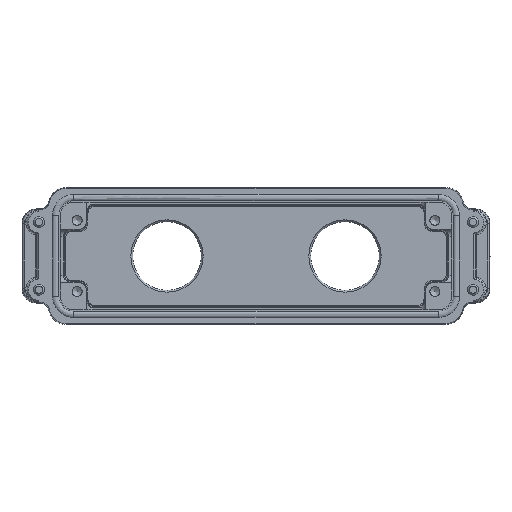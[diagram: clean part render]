
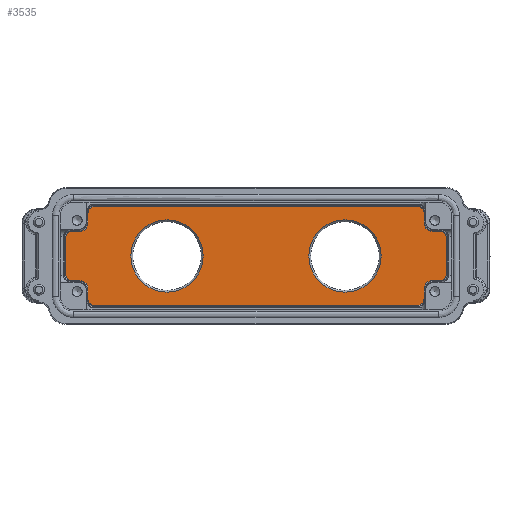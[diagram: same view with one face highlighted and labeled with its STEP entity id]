
A CAD part, top view. The second image highlights one B-rep face of the part: STEP entity #3535.
In plain terms, the highlighted planar face has unit normal (0, 0, 1).
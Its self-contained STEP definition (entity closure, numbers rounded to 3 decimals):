
#3535=ADVANCED_FACE('',(#4389,#4390,#4391),#3942,.F.);
#3942=PLANE('',#10796);
#4140=ELLIPSE('',#10784,4.603,4.6);
#4141=ELLIPSE('',#10785,3.402,3.4);
#4142=ELLIPSE('',#10786,3.402,3.4);
#4143=ELLIPSE('',#10787,4.603,4.6);
#4144=ELLIPSE('',#10788,3.402,3.4);
#4145=ELLIPSE('',#10789,3.402,3.4);
#4146=ELLIPSE('',#10790,4.603,4.6);
#4147=ELLIPSE('',#10791,3.402,3.4);
#4148=ELLIPSE('',#10792,3.402,3.4);
#4149=ELLIPSE('',#10793,4.603,4.6);
#4150=ELLIPSE('',#10794,3.402,3.4);
#4151=ELLIPSE('',#10795,3.402,3.4);
#4389=FACE_BOUND('',#4626,.T.);
#4390=FACE_BOUND('',#4627,.T.);
#4391=FACE_BOUND('',#4628,.T.);
#4626=EDGE_LOOP('',(#5566));
#4627=EDGE_LOOP('',(#5567));
#4628=EDGE_LOOP('',(#5568,#5569,#5570,#5571,#5572,#5573,#5574,#5575,#5576,
#5577,#5578,#5579,#5580,#5581,#5582,#5583,#5584,#5585,#5586,#5587,#5588,
#5589,#5590,#5591));
#5566=ORIENTED_EDGE('',*,*,#8191,.T.);
#5567=ORIENTED_EDGE('',*,*,#8192,.T.);
#5568=ORIENTED_EDGE('',*,*,#8193,.T.);
#5569=ORIENTED_EDGE('',*,*,#8194,.T.);
#5570=ORIENTED_EDGE('',*,*,#8195,.T.);
#5571=ORIENTED_EDGE('',*,*,#8196,.T.);
#5572=ORIENTED_EDGE('',*,*,#8197,.T.);
#5573=ORIENTED_EDGE('',*,*,#8198,.T.);
#5574=ORIENTED_EDGE('',*,*,#8199,.T.);
#5575=ORIENTED_EDGE('',*,*,#8200,.T.);
#5576=ORIENTED_EDGE('',*,*,#8201,.T.);
#5577=ORIENTED_EDGE('',*,*,#8202,.T.);
#5578=ORIENTED_EDGE('',*,*,#8203,.T.);
#5579=ORIENTED_EDGE('',*,*,#8204,.T.);
#5580=ORIENTED_EDGE('',*,*,#8205,.T.);
#5581=ORIENTED_EDGE('',*,*,#8206,.T.);
#5582=ORIENTED_EDGE('',*,*,#8207,.T.);
#5583=ORIENTED_EDGE('',*,*,#8208,.T.);
#5584=ORIENTED_EDGE('',*,*,#8209,.T.);
#5585=ORIENTED_EDGE('',*,*,#8210,.T.);
#5586=ORIENTED_EDGE('',*,*,#8211,.T.);
#5587=ORIENTED_EDGE('',*,*,#8212,.T.);
#5588=ORIENTED_EDGE('',*,*,#8213,.T.);
#5589=ORIENTED_EDGE('',*,*,#8214,.T.);
#5590=ORIENTED_EDGE('',*,*,#8215,.T.);
#5591=ORIENTED_EDGE('',*,*,#8216,.T.);
#7454=VERTEX_POINT('',#14935);
#7455=VERTEX_POINT('',#14937);
#7456=VERTEX_POINT('',#14939);
#7457=VERTEX_POINT('',#14940);
#7458=VERTEX_POINT('',#14942);
#7459=VERTEX_POINT('',#14944);
#7460=VERTEX_POINT('',#14946);
#7461=VERTEX_POINT('',#14948);
#7462=VERTEX_POINT('',#14950);
#7463=VERTEX_POINT('',#14952);
#7464=VERTEX_POINT('',#14954);
#7465=VERTEX_POINT('',#14956);
#7466=VERTEX_POINT('',#14958);
#7467=VERTEX_POINT('',#14960);
#7468=VERTEX_POINT('',#14962);
#7469=VERTEX_POINT('',#14964);
#7470=VERTEX_POINT('',#14966);
#7471=VERTEX_POINT('',#14968);
#7472=VERTEX_POINT('',#14970);
#7473=VERTEX_POINT('',#14972);
#7474=VERTEX_POINT('',#14974);
#7475=VERTEX_POINT('',#14976);
#7476=VERTEX_POINT('',#14978);
#7477=VERTEX_POINT('',#14980);
#7478=VERTEX_POINT('',#14982);
#7479=VERTEX_POINT('',#14984);
#8191=EDGE_CURVE('',#7454,#7454,#9881,.T.);
#8192=EDGE_CURVE('',#7455,#7455,#9882,.T.);
#8193=EDGE_CURVE('',#7456,#7457,#4140,.T.);
#8194=EDGE_CURVE('',#7457,#7458,#9009,.T.);
#8195=EDGE_CURVE('',#7458,#7459,#4141,.T.);
#8196=EDGE_CURVE('',#7459,#7460,#9010,.T.);
#8197=EDGE_CURVE('',#7460,#7461,#4142,.T.);
#8198=EDGE_CURVE('',#7461,#7462,#9011,.T.);
#8199=EDGE_CURVE('',#7462,#7463,#4143,.T.);
#8200=EDGE_CURVE('',#7463,#7464,#9012,.T.);
#8201=EDGE_CURVE('',#7464,#7465,#4144,.T.);
#8202=EDGE_CURVE('',#7465,#7466,#9013,.T.);
#8203=EDGE_CURVE('',#7466,#7467,#4145,.T.);
#8204=EDGE_CURVE('',#7467,#7468,#9014,.T.);
#8205=EDGE_CURVE('',#7468,#7469,#4146,.T.);
#8206=EDGE_CURVE('',#7469,#7470,#9015,.T.);
#8207=EDGE_CURVE('',#7470,#7471,#4147,.T.);
#8208=EDGE_CURVE('',#7471,#7472,#9016,.T.);
#8209=EDGE_CURVE('',#7472,#7473,#4148,.T.);
#8210=EDGE_CURVE('',#7473,#7474,#9017,.T.);
#8211=EDGE_CURVE('',#7474,#7475,#4149,.T.);
#8212=EDGE_CURVE('',#7475,#7476,#9018,.T.);
#8213=EDGE_CURVE('',#7476,#7477,#4150,.T.);
#8214=EDGE_CURVE('',#7477,#7478,#9019,.T.);
#8215=EDGE_CURVE('',#7478,#7479,#4151,.T.);
#8216=EDGE_CURVE('',#7479,#7456,#9020,.T.);
#9009=LINE('',#14941,#9464);
#9010=LINE('',#14945,#9465);
#9011=LINE('',#14949,#9466);
#9012=LINE('',#14953,#9467);
#9013=LINE('',#14957,#9468);
#9014=LINE('',#14961,#9469);
#9015=LINE('',#14965,#9470);
#9016=LINE('',#14969,#9471);
#9017=LINE('',#14973,#9472);
#9018=LINE('',#14977,#9473);
#9019=LINE('',#14981,#9474);
#9020=LINE('',#14985,#9475);
#9464=VECTOR('',#11893,1.);
#9465=VECTOR('',#11896,1.);
#9466=VECTOR('',#11899,1.);
#9467=VECTOR('',#11902,1.);
#9468=VECTOR('',#11905,1.);
#9469=VECTOR('',#11908,1.);
#9470=VECTOR('',#11911,1.);
#9471=VECTOR('',#11914,1.);
#9472=VECTOR('',#11917,1.);
#9473=VECTOR('',#11920,1.);
#9474=VECTOR('',#11923,1.);
#9475=VECTOR('',#11926,1.);
#9881=CIRCLE('',#10782,20.3);
#9882=CIRCLE('',#10783,20.3);
#10782=AXIS2_PLACEMENT_3D('',#14934,#11887,#11888);
#10783=AXIS2_PLACEMENT_3D('',#14936,#11889,#11890);
#10784=AXIS2_PLACEMENT_3D('',#14938,#11891,#11892);
#10785=AXIS2_PLACEMENT_3D('',#14943,#11894,#11895);
#10786=AXIS2_PLACEMENT_3D('',#14947,#11897,#11898);
#10787=AXIS2_PLACEMENT_3D('',#14951,#11900,#11901);
#10788=AXIS2_PLACEMENT_3D('',#14955,#11903,#11904);
#10789=AXIS2_PLACEMENT_3D('',#14959,#11906,#11907);
#10790=AXIS2_PLACEMENT_3D('',#14963,#11909,#11910);
#10791=AXIS2_PLACEMENT_3D('',#14967,#11912,#11913);
#10792=AXIS2_PLACEMENT_3D('',#14971,#11915,#11916);
#10793=AXIS2_PLACEMENT_3D('',#14975,#11918,#11919);
#10794=AXIS2_PLACEMENT_3D('',#14979,#11921,#11922);
#10795=AXIS2_PLACEMENT_3D('',#14983,#11924,#11925);
#10796=AXIS2_PLACEMENT_3D('',#14986,#11927,#11928);
#11887=DIRECTION('',(0.,0.,-1.));
#11888=DIRECTION('',(-1.,0.,0.));
#11889=DIRECTION('',(0.,0.,-1.));
#11890=DIRECTION('',(-1.,0.,0.));
#11891=DIRECTION('',(0.,0.,-1.));
#11892=DIRECTION('',(-0.707,0.707,0.));
#11893=DIRECTION('',(1.,0.,0.));
#11894=DIRECTION('',(0.,0.,1.));
#11895=DIRECTION('',(0.707,-0.707,0.));
#11896=DIRECTION('',(0.,1.,0.));
#11897=DIRECTION('',(0.,0.,1.));
#11898=DIRECTION('',(0.707,0.707,0.));
#11899=DIRECTION('',(-1.,0.,0.));
#11900=DIRECTION('',(0.,0.,-1.));
#11901=DIRECTION('',(-0.707,-0.707,0.));
#11902=DIRECTION('',(0.,1.,0.));
#11903=DIRECTION('',(0.,0.,1.));
#11904=DIRECTION('',(0.707,0.707,0.));
#11905=DIRECTION('',(-1.,0.,0.));
#11906=DIRECTION('',(0.,0.,1.));
#11907=DIRECTION('',(-0.707,0.707,0.));
#11908=DIRECTION('',(0.,-1.,0.));
#11909=DIRECTION('',(0.,0.,-1.));
#11910=DIRECTION('',(0.707,-0.707,0.));
#11911=DIRECTION('',(-1.,0.,0.));
#11912=DIRECTION('',(0.,0.,1.));
#11913=DIRECTION('',(-0.707,0.707,0.));
#11914=DIRECTION('',(0.,-1.,0.));
#11915=DIRECTION('',(0.,0.,1.));
#11916=DIRECTION('',(-0.707,-0.707,0.));
#11917=DIRECTION('',(1.,0.,0.));
#11918=DIRECTION('',(0.,0.,-1.));
#11919=DIRECTION('',(0.707,0.707,0.));
#11920=DIRECTION('',(0.,-1.,0.));
#11921=DIRECTION('',(0.,0.,1.));
#11922=DIRECTION('',(-0.707,-0.707,0.));
#11923=DIRECTION('',(1.,0.,0.));
#11924=DIRECTION('',(0.,0.,1.));
#11925=DIRECTION('',(0.707,-0.707,0.));
#11926=DIRECTION('',(0.,1.,0.));
#11927=DIRECTION('',(0.,0.,-1.));
#11928=DIRECTION('',(-1.,0.,0.));
#14934=CARTESIAN_POINT('',(50.,0.,-8.5));
#14935=CARTESIAN_POINT('',(29.7,0.,-8.5));
#14936=CARTESIAN_POINT('',(-50.,0.,-8.5));
#14937=CARTESIAN_POINT('',(-70.3,0.,-8.5));
#14938=CARTESIAN_POINT('',(99.017,-18.517,-8.5));
#14939=CARTESIAN_POINT('',(94.416,-18.514,-8.5));
#14940=CARTESIAN_POINT('',(99.014,-13.916,-8.5));
#14941=CARTESIAN_POINT('',(103.501,-13.916,-8.5));
#14942=CARTESIAN_POINT('',(103.517,-13.916,-8.5));
#14943=CARTESIAN_POINT('',(103.514,-10.514,-8.5));
#14944=CARTESIAN_POINT('',(106.916,-10.517,-8.5));
#14945=CARTESIAN_POINT('',(106.916,10.501,-8.5));
#14946=CARTESIAN_POINT('',(106.916,10.517,-8.5));
#14947=CARTESIAN_POINT('',(103.514,10.514,-8.5));
#14948=CARTESIAN_POINT('',(103.517,13.916,-8.5));
#14949=CARTESIAN_POINT('',(98.999,13.916,-8.5));
#14950=CARTESIAN_POINT('',(99.014,13.916,-8.5));
#14951=CARTESIAN_POINT('',(99.017,18.517,-8.5));
#14952=CARTESIAN_POINT('',(94.416,18.514,-8.5));
#14953=CARTESIAN_POINT('',(94.416,24.251,-8.5));
#14954=CARTESIAN_POINT('',(94.416,24.267,-8.5));
#14955=CARTESIAN_POINT('',(91.014,24.264,-8.5));
#14956=CARTESIAN_POINT('',(91.017,27.666,-8.5));
#14957=CARTESIAN_POINT('',(-91.001,27.666,-8.5));
#14958=CARTESIAN_POINT('',(-91.017,27.666,-8.5));
#14959=CARTESIAN_POINT('',(-91.014,24.264,-8.5));
#14960=CARTESIAN_POINT('',(-94.416,24.267,-8.5));
#14961=CARTESIAN_POINT('',(-94.416,18.499,-8.5));
#14962=CARTESIAN_POINT('',(-94.416,18.514,-8.5));
#14963=CARTESIAN_POINT('',(-99.017,18.517,-8.5));
#14964=CARTESIAN_POINT('',(-99.014,13.916,-8.5));
#14965=CARTESIAN_POINT('',(-103.501,13.916,-8.5));
#14966=CARTESIAN_POINT('',(-103.517,13.916,-8.5));
#14967=CARTESIAN_POINT('',(-103.514,10.514,-8.5));
#14968=CARTESIAN_POINT('',(-106.916,10.517,-8.5));
#14969=CARTESIAN_POINT('',(-106.916,-10.501,-8.5));
#14970=CARTESIAN_POINT('',(-106.916,-10.517,-8.5));
#14971=CARTESIAN_POINT('',(-103.514,-10.514,-8.5));
#14972=CARTESIAN_POINT('',(-103.517,-13.916,-8.5));
#14973=CARTESIAN_POINT('',(-98.999,-13.916,-8.5));
#14974=CARTESIAN_POINT('',(-99.014,-13.916,-8.5));
#14975=CARTESIAN_POINT('',(-99.017,-18.517,-8.5));
#14976=CARTESIAN_POINT('',(-94.416,-18.514,-8.5));
#14977=CARTESIAN_POINT('',(-94.416,-24.251,-8.5));
#14978=CARTESIAN_POINT('',(-94.416,-24.267,-8.5));
#14979=CARTESIAN_POINT('',(-91.014,-24.264,-8.5));
#14980=CARTESIAN_POINT('',(-91.017,-27.666,-8.5));
#14981=CARTESIAN_POINT('',(91.001,-27.666,-8.5));
#14982=CARTESIAN_POINT('',(91.017,-27.666,-8.5));
#14983=CARTESIAN_POINT('',(91.014,-24.264,-8.5));
#14984=CARTESIAN_POINT('',(94.416,-24.267,-8.5));
#14985=CARTESIAN_POINT('',(94.416,-18.499,-8.5));
#14986=CARTESIAN_POINT('',(0.,0.,-8.5));
